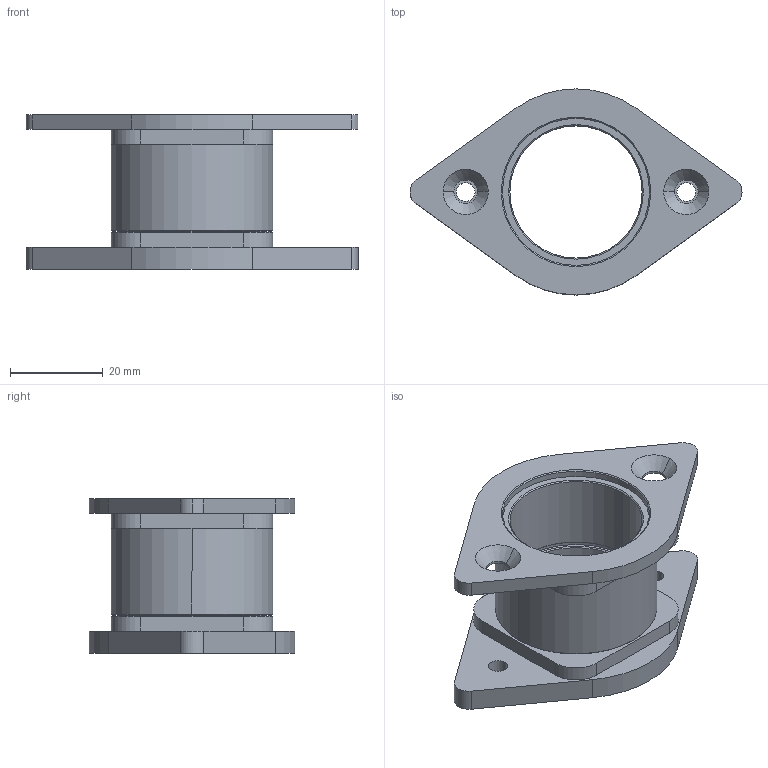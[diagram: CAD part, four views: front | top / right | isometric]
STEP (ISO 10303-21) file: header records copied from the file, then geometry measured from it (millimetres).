
FILE_DESCRIPTION (( 'STEP AP214' ), '1' );
FILE_NAME ('217-3436-STEP.STEP', '2013-12-10T18:49:43', ( '' ), ( '' ), 'SwSTEP 2.0', 'SolidWorks 2013', '' );
FILE_SCHEMA (( 'AUTOMOTIVE_DESIGN' ));
Length unit declared in the file: inch
Products named in the file (3): 217-3436-002 Rev2; 217-3436-001 Rev2; 217-3436-STEP
Assembly tree (2 placements, depth 2):
  217-3436-STEP
    217-3436-001 Rev2
    217-3436-002 Rev2
Bounding box: 71.66 x 44.45 x 33.34 mm (x, y, z)
Volume: 19043 mm3; surface area: 13798.9 mm2
Topology: 2 solids, 2 shells, 92 faces, 218 edges, 136 vertices
Faces by surface type: cylinder 40, plane 30, cone 22
Entity records: 2862 total; most frequent: DIRECTION 516, CARTESIAN_POINT 451, ORIENTED_EDGE 436, EDGE_CURVE 218, AXIS2_PLACEMENT_3D 201, VERTEX_POINT 136, LINE 114, VECTOR 114
